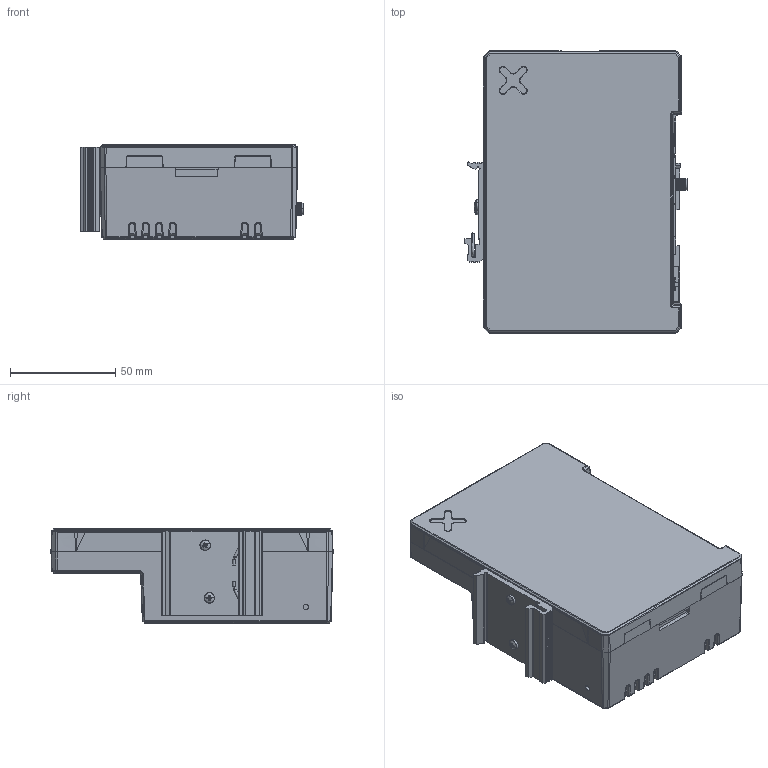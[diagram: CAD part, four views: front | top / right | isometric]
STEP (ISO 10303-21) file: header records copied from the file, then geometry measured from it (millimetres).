
FILE_DESCRIPTION (( 'STEP AP214' ), '1' );
FILE_NAME ('Base Station.STEP', '2021-01-27T08:16:30', ( '' ), ( '' ), 'SwSTEP 2.0', 'SolidWorks 2020', '' );
FILE_SCHEMA (( 'AUTOMOTIVE_DESIGN' ));
Length unit declared in the file: millimetre
Products named in the file (1): Base Station
Bounding box: 105.95 x 133.94 x 44.9 mm (x, y, z)
Volume: 428761.1 mm3; surface area: 77171 mm2
Topology: 2 solids, 18 shells, 5299 faces, 14265 edges, 8989 vertices
Faces by surface type: plane 3191, cylinder 1219, bspline 558, sphere 151, cone 124, torus 56
Entity records: 266709 total; most frequent: CARTESIAN_POINT 85680, ORIENTED_EDGE 28388, DIRECTION 22309, EDGE_CURVE 14194, VECTOR 9415, LINE 9415, VERTEX_POINT 8989, AXIS2_PLACEMENT_3D 6447
